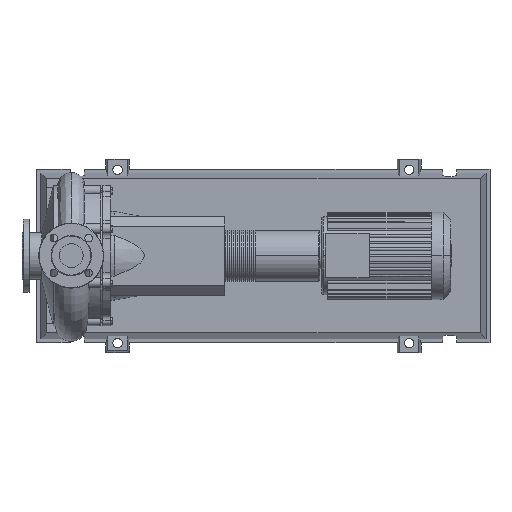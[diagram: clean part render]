
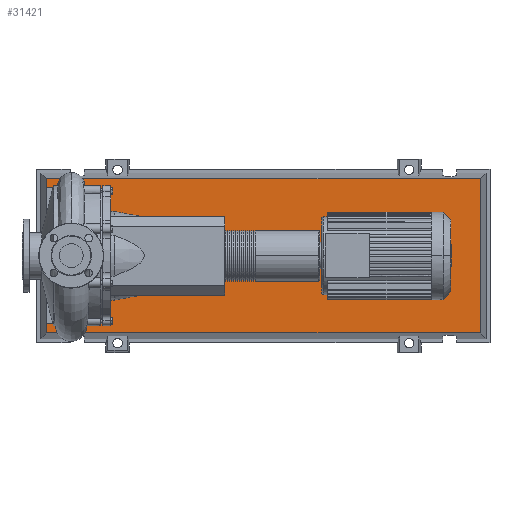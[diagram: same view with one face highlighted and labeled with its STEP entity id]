
A CAD part, top view. The second image highlights one B-rep face of the part: STEP entity #31421.
In plain terms, the highlighted planar face has unit normal (0, 0, 1).
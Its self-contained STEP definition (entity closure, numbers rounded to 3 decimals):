
#31102=CARTESIAN_POINT('',(1037.971,-195.471,103.0));
#31103=VERTEX_POINT('',#31102);
#31110=CARTESIAN_POINT('',(-62.971,-195.471,103.0));
#31111=VERTEX_POINT('',#31110);
#31112=CARTESIAN_POINT('',(1037.971,-195.471,103.0));
#31113=DIRECTION('',(-1.0,0.0,0.0));
#31114=VECTOR('',#31113,1100.941);
#31115=LINE('',#31112,#31114);
#31116=EDGE_CURVE('',#31103,#31111,#31115,.T.);
#31334=CARTESIAN_POINT('',(1037.971,195.471,103.0));
#31335=VERTEX_POINT('',#31334);
#31336=CARTESIAN_POINT('',(1037.971,195.471,103.0));
#31337=DIRECTION('',(0.0,-1.0,0.0));
#31338=VECTOR('',#31337,390.941);
#31339=LINE('',#31336,#31338);
#31340=EDGE_CURVE('',#31335,#31103,#31339,.T.);
#31358=CARTESIAN_POINT('',(-62.971,195.471,103.0));
#31359=VERTEX_POINT('',#31358);
#31360=CARTESIAN_POINT('',(-62.971,-195.471,103.0));
#31361=DIRECTION('',(0.0,1.0,0.0));
#31362=VECTOR('',#31361,390.941);
#31363=LINE('',#31360,#31362);
#31364=EDGE_CURVE('',#31111,#31359,#31363,.T.);
#31397=CARTESIAN_POINT('',(-62.971,195.471,103.0));
#31398=DIRECTION('',(1.0,0.0,0.0));
#31399=VECTOR('',#31398,1100.941);
#31400=LINE('',#31397,#31399);
#31401=EDGE_CURVE('',#31359,#31335,#31400,.T.);
#31410=CARTESIAN_POINT('',(487.5,0.,103.0));
#31411=DIRECTION('',(0.0,0.0,1.0));
#31412=DIRECTION('',(1.0,0.0,0.0));
#31413=AXIS2_PLACEMENT_3D('',#31410,#31411,#31412);
#31414=PLANE('',#31413);
#31415=ORIENTED_EDGE('',*,*,#31340,.F.);
#31416=ORIENTED_EDGE('',*,*,#31401,.F.);
#31417=ORIENTED_EDGE('',*,*,#31364,.F.);
#31418=ORIENTED_EDGE('',*,*,#31116,.F.);
#31419=EDGE_LOOP('',(#31415,#31416,#31417,#31418));
#31420=FACE_OUTER_BOUND('',#31419,.T.);
#31421=ADVANCED_FACE('',(#31420),#31414,.T.);
